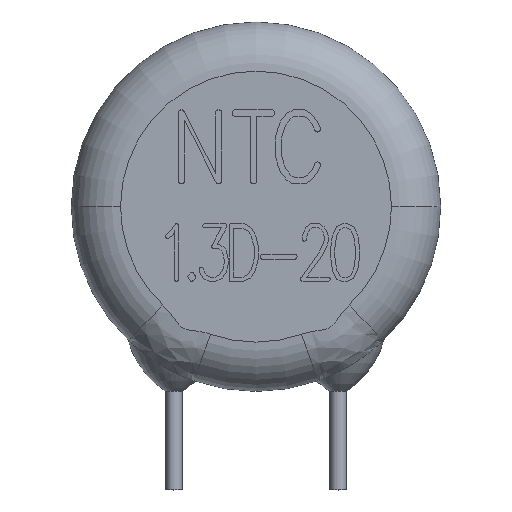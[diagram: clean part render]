
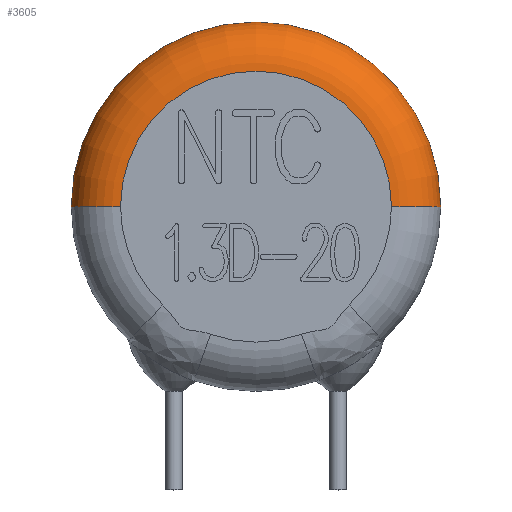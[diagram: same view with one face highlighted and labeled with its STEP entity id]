
A CAD part, top view. The second image highlights one B-rep face of the part: STEP entity #3605.
In plain terms, the highlighted toroidal (fillet/blend) face has major radius 8.25 mm and minor radius 3 mm.
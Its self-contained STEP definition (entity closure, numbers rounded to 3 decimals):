
#100 = VERTEX_POINT ( 'NONE', #7327 ) ;
#791 = DIRECTION ( 'NONE',  ( 0., 1., 0. ) ) ;
#815 = DIRECTION ( 'NONE',  ( 0., -1., 0. ) ) ;
#946 = DIRECTION ( 'NONE',  ( 0., 0., 1. ) ) ;
#978 = DIRECTION ( 'NONE',  ( 0., 0., -1. ) ) ;
#1101 = CARTESIAN_POINT ( 'NONE',  ( 0., 0., 3.5 ) ) ;
#1103 = AXIS2_PLACEMENT_3D ( 'NONE', #10687, #9574, #8316 ) ;
#1220 = CARTESIAN_POINT ( 'NONE',  ( 0., 0., 0.5 ) ) ;
#1282 = VERTEX_POINT ( 'NONE', #4912 ) ;
#1423 = ORIENTED_EDGE ( 'NONE', *, *, #4228, .F. ) ;
#1552 = EDGE_CURVE ( 'NONE', #1282, #12607, #11213, .T. ) ;
#2259 = DIRECTION ( 'NONE',  ( 1., 0., 0. ) ) ;
#2269 = CIRCLE ( 'NONE', #11064, 3. ) ;
#3037 = CARTESIAN_POINT ( 'NONE',  ( -8.25, 0., 0.5 ) ) ;
#3219 = DIRECTION ( 'NONE',  ( 0., 0., -1. ) ) ;
#3605 = ADVANCED_FACE ( 'NONE', ( #3715 ), #14172, .T. ) ;
#3630 = EDGE_CURVE ( 'NONE', #100, #1282, #11932, .T. ) ;
#3715 = FACE_OUTER_BOUND ( 'NONE', #15535, .T. ) ;
#4183 = ORIENTED_EDGE ( 'NONE', *, *, #12795, .T. ) ;
#4228 = EDGE_CURVE ( 'NONE', #12607, #15082, #12425, .T. ) ;
#4912 = CARTESIAN_POINT ( 'NONE',  ( 11.25, 0., 0.5 ) ) ;
#5865 = DIRECTION ( 'NONE',  ( 1., 0., 0. ) ) ;
#6679 = AXIS2_PLACEMENT_3D ( 'NONE', #1101, #946, #5865 ) ;
#7327 = CARTESIAN_POINT ( 'NONE',  ( -11.25, 0., 0.5 ) ) ;
#7415 = AXIS2_PLACEMENT_3D ( 'NONE', #1220, #978, #2259 ) ;
#8000 = CARTESIAN_POINT ( 'NONE',  ( 8.25, 0., 0.5 ) ) ;
#8316 = DIRECTION ( 'NONE',  ( 1., 0., 0. ) ) ;
#9008 = ORIENTED_EDGE ( 'NONE', *, *, #1552, .F. ) ;
#9153 = ORIENTED_EDGE ( 'NONE', *, *, #3630, .F. ) ;
#9574 = DIRECTION ( 'NONE',  ( 0., 0., 1. ) ) ;
#9718 = AXIS2_PLACEMENT_3D ( 'NONE', #8000, #815, #3219 ) ;
#10687 = CARTESIAN_POINT ( 'NONE',  ( 0., 0., 0.5 ) ) ;
#11064 = AXIS2_PLACEMENT_3D ( 'NONE', #3037, #791, #15198 ) ;
#11213 = CIRCLE ( 'NONE', #9718, 3. ) ;
#11932 = CIRCLE ( 'NONE', #7415, 11.25 ) ;
#12425 = CIRCLE ( 'NONE', #6679, 8.25 ) ;
#12507 = CARTESIAN_POINT ( 'NONE',  ( -8.25, 0., 3.5 ) ) ;
#12607 = VERTEX_POINT ( 'NONE', #15541 ) ;
#12795 = EDGE_CURVE ( 'NONE', #100, #15082, #2269, .T. ) ;
#14172 = TOROIDAL_SURFACE ( 'NONE', #1103, 8.25, 3. ) ;
#15082 = VERTEX_POINT ( 'NONE', #12507 ) ;
#15198 = DIRECTION ( 'NONE',  ( -1., 0., 0. ) ) ;
#15535 = EDGE_LOOP ( 'NONE', ( #9153, #4183, #1423, #9008 ) ) ;
#15541 = CARTESIAN_POINT ( 'NONE',  ( 8.25, 0., 3.5 ) ) ;
